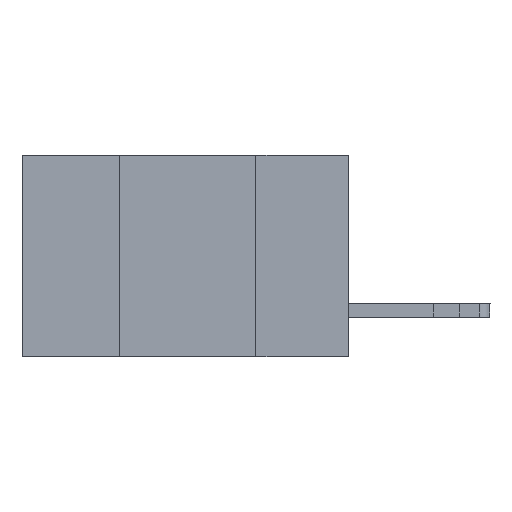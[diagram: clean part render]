
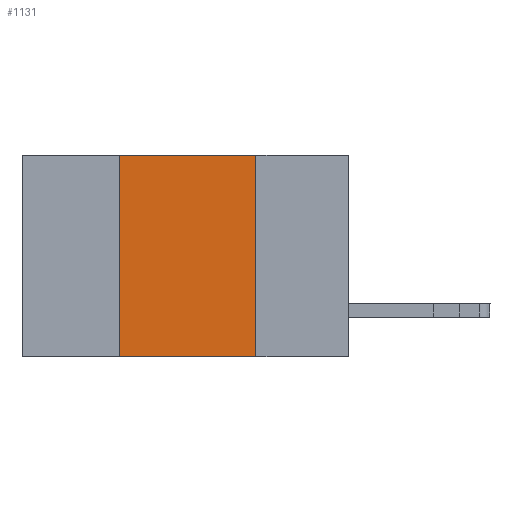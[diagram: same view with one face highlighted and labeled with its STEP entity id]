
A CAD part, left-side view. The second image highlights one B-rep face of the part: STEP entity #1131.
In plain terms, the highlighted planar face has unit normal (-1, 0, 0).
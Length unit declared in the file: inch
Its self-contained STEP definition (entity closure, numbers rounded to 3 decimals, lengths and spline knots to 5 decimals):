
#1131 = ADVANCED_FACE ( 'NONE', ( #12698 ), #1452, .F. ) ;
#1138 = VECTOR ( 'NONE', #4420, 39.37008 ) ;
#1353 = DIRECTION ( 'NONE',  ( 0., 0., -1. ) ) ;
#1374 = DIRECTION ( 'NONE',  ( 1., 0., 0. ) ) ;
#1407 = CARTESIAN_POINT ( 'NONE',  ( 0., 0.6, 0. ) ) ;
#1452 = PLANE ( 'NONE',  #9611 ) ;
#1589 = LINE ( 'NONE', #13621, #1138 ) ;
#1678 = CARTESIAN_POINT ( 'NONE',  ( 0., 0.42, -0.37 ) ) ;
#2373 = ORIENTED_EDGE ( 'NONE', *, *, #9235, .T. ) ;
#2396 = ORIENTED_EDGE ( 'NONE', *, *, #3471, .F. ) ;
#2534 = ORIENTED_EDGE ( 'NONE', *, *, #5697, .F. ) ;
#2598 = CARTESIAN_POINT ( 'NONE',  ( 0., 0.6, 0. ) ) ;
#3019 = ORIENTED_EDGE ( 'NONE', *, *, #17294, .F. ) ;
#3471 = EDGE_CURVE ( 'NONE', #13264, #11650, #16087, .T. ) ;
#4420 = DIRECTION ( 'NONE',  ( 0., -1., 0. ) ) ;
#5155 = CARTESIAN_POINT ( 'NONE',  ( 0., 0.17, -0.37 ) ) ;
#5697 = EDGE_CURVE ( 'NONE', #11650, #11673, #7327, .T. ) ;
#7276 = LINE ( 'NONE', #5155, #10350 ) ;
#7327 = LINE ( 'NONE', #2598, #13834 ) ;
#8403 = CARTESIAN_POINT ( 'NONE',  ( 0., 0.17, 0. ) ) ;
#9235 = EDGE_CURVE ( 'NONE', #13264, #14143, #1589, .T. ) ;
#9611 = AXIS2_PLACEMENT_3D ( 'NONE', #1407, #1374, #1353 ) ;
#10350 = VECTOR ( 'NONE', #13010, 39.37008 ) ;
#10638 = DIRECTION ( 'NONE',  ( 0., -1., 0. ) ) ;
#10875 = EDGE_LOOP ( 'NONE', ( #3019, #2534, #2396, #2373 ) ) ;
#11134 = DIRECTION ( 'NONE',  ( 0., 0., 1. ) ) ;
#11650 = VERTEX_POINT ( 'NONE', #14844 ) ;
#11673 = VERTEX_POINT ( 'NONE', #8403 ) ;
#12295 = VECTOR ( 'NONE', #11134, 39.37008 ) ;
#12698 = FACE_OUTER_BOUND ( 'NONE', #10875, .T. ) ;
#13010 = DIRECTION ( 'NONE',  ( 0., 0., -1. ) ) ;
#13264 = VERTEX_POINT ( 'NONE', #15674 ) ;
#13621 = CARTESIAN_POINT ( 'NONE',  ( 0., 0.6, -0.37 ) ) ;
#13834 = VECTOR ( 'NONE', #10638, 39.37008 ) ;
#14143 = VERTEX_POINT ( 'NONE', #17160 ) ;
#14844 = CARTESIAN_POINT ( 'NONE',  ( 0., 0.42, 0. ) ) ;
#15674 = CARTESIAN_POINT ( 'NONE',  ( 0., 0.42, -0.37 ) ) ;
#16087 = LINE ( 'NONE', #1678, #12295 ) ;
#17160 = CARTESIAN_POINT ( 'NONE',  ( 0., 0.17, -0.37 ) ) ;
#17294 = EDGE_CURVE ( 'NONE', #11673, #14143, #7276, .T. ) ;
